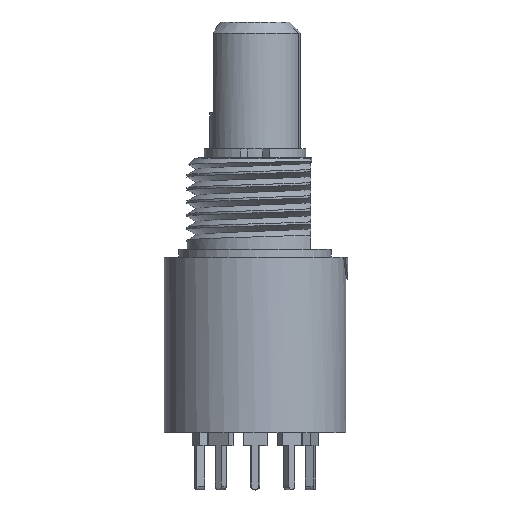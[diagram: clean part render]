
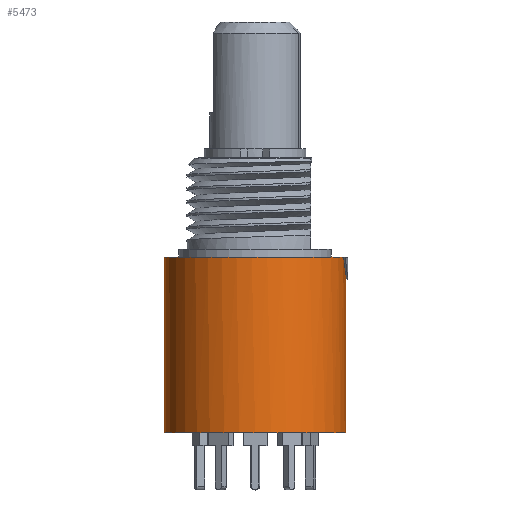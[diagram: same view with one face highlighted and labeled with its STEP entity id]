
A CAD part, top view. The second image highlights one B-rep face of the part: STEP entity #5473.
In plain terms, the highlighted cylindrical face has radius 6.35 mm (diameter 12.7 mm), a partial arc.
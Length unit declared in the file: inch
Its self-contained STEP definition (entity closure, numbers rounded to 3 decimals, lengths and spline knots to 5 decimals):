
#813=CARTESIAN_POINT('',(0.,-0.363,0.));
#814=DIRECTION('',(0.,-1.,0.));
#815=DIRECTION('',(1.,0.,0.));
#816=AXIS2_PLACEMENT_3D('',#813,#814,#815);
#818=DIRECTION('',(0.,1.,0.));
#819=VECTOR('',#818,0.423);
#820=CARTESIAN_POINT('',(0.25,-0.363,0.));
#821=LINE('',#820,#819);
#822=DIRECTION('',(0.,1.,0.));
#823=VECTOR('',#822,0.483);
#824=CARTESIAN_POINT('',(-0.25,-0.363,0.));
#825=LINE('',#824,#823);
#852=CARTESIAN_POINT('',(0.25,0.06,0.));
#853=CARTESIAN_POINT('',(0.25,0.08015,0.02015));
#854=CARTESIAN_POINT('',(0.2476,0.10015,
0.04015));
#855=CARTESIAN_POINT('',(0.24269,0.12,0.06));
#866=CARTESIAN_POINT('',(0.,0.12,0.));
#867=DIRECTION('',(0.,-1.,0.));
#868=DIRECTION('',(0.971,0.,0.24));
#869=AXIS2_PLACEMENT_3D('',#866,#867,#868);
#3314=CARTESIAN_POINT('',(-0.25,-0.363,0.));
#3315=CARTESIAN_POINT('',(-0.25,0.12,0.));
#3316=VERTEX_POINT('',#3314);
#3317=VERTEX_POINT('',#3315);
#3318=CARTESIAN_POINT('',(0.25,-0.363,0.));
#3319=VERTEX_POINT('',#3318);
#3320=CARTESIAN_POINT('',(0.25,0.06,0.));
#3321=VERTEX_POINT('',#3320);
#3322=CARTESIAN_POINT('',(0.24269,0.12,0.06));
#3323=VERTEX_POINT('',#3322);
#5457=CARTESIAN_POINT('',(0.,0.42975,0.));
#5458=DIRECTION('',(0.,-1.,0.));
#5459=DIRECTION('',(-1.,0.,0.));
#5460=AXIS2_PLACEMENT_3D('',#5457,#5458,#5459);
#5461=CYLINDRICAL_SURFACE('',#5460,0.25);
#5463=ORIENTED_EDGE('',*,*,#5462,.F.);
#5464=ORIENTED_EDGE('',*,*,#5434,.T.);
#5466=ORIENTED_EDGE('',*,*,#5465,.T.);
#5468=ORIENTED_EDGE('',*,*,#5467,.F.);
#5470=ORIENTED_EDGE('',*,*,#5469,.F.);
#5471=EDGE_LOOP('',(#5463,#5464,#5466,#5468,#5470));
#5472=FACE_OUTER_BOUND('',#5471,.F.);
#5473=ADVANCED_FACE('',(#5472),#5461,.T.);
#817=CIRCLE('',#816,0.25);
#856=B_SPLINE_CURVE_WITH_KNOTS('',3,(#852,#853,#854,#855),.UNSPECIFIED.,.F.,.F.,
(4,4),(0.,1.),.UNSPECIFIED.);
#870=CIRCLE('',#869,0.25);
#5434=EDGE_CURVE('',#3319,#3316,#817,.T.);
#5462=EDGE_CURVE('',#3319,#3321,#821,.T.);
#5465=EDGE_CURVE('',#3316,#3317,#825,.T.);
#5467=EDGE_CURVE('',#3323,#3317,#870,.T.);
#5469=EDGE_CURVE('',#3321,#3323,#856,.T.);
